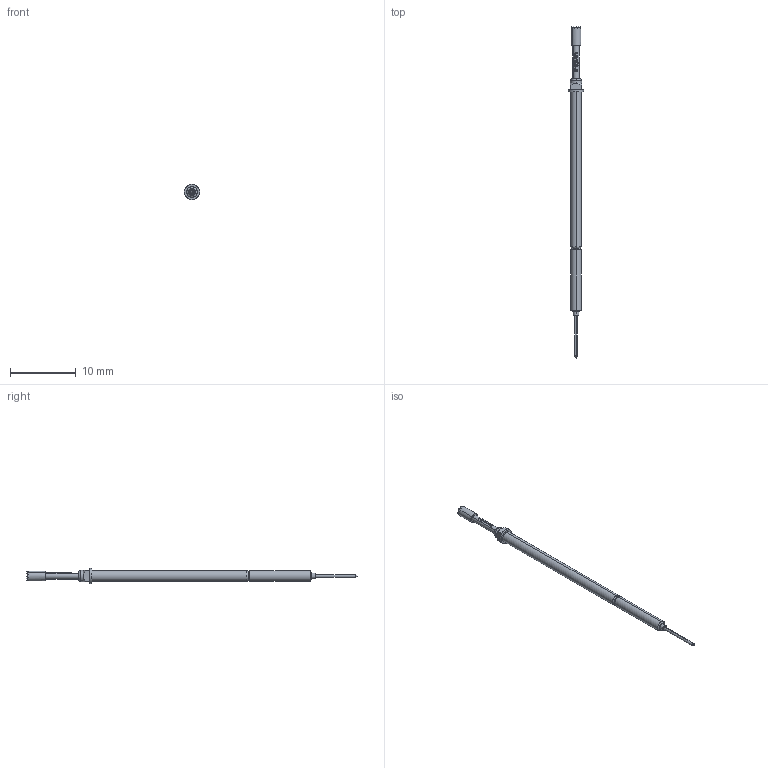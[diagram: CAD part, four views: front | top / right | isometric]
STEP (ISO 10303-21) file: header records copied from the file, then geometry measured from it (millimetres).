
FILE_DESCRIPTION (( 'STEP AP203' ), '1' );
FILE_NAME ('INGUN_SKS-215_306_150_A_xx02_MF.STEP', '2022-02-21T11:09:46', ( 'ochi' ), ( '' ), 'SwSTEP 2.0', 'SolidWorks 2018', '' );
FILE_SCHEMA (( 'CONFIG_CONTROL_DESIGN' ));
Length unit declared in the file: millimetre
Products named in the file (1): INGUN_SKS-215_306_150_A_xx02_MF
Bounding box: 2.3 x 50.5 x 2.3 mm (x, y, z)
Volume: 85.5 mm3; surface area: 233.4 mm2
Topology: 1 solids, 1 shells, 141 faces, 342 edges, 212 vertices
Faces by surface type: plane 81, bspline 22, cylinder 22, cone 12, torus 4
Entity records: 4425 total; most frequent: CARTESIAN_POINT 1308, ORIENTED_EDGE 680, DIRECTION 556, EDGE_CURVE 340, AXIS2_PLACEMENT_3D 212, VERTEX_POINT 212, EDGE_LOOP 152, FACE_OUTER_BOUND 141
